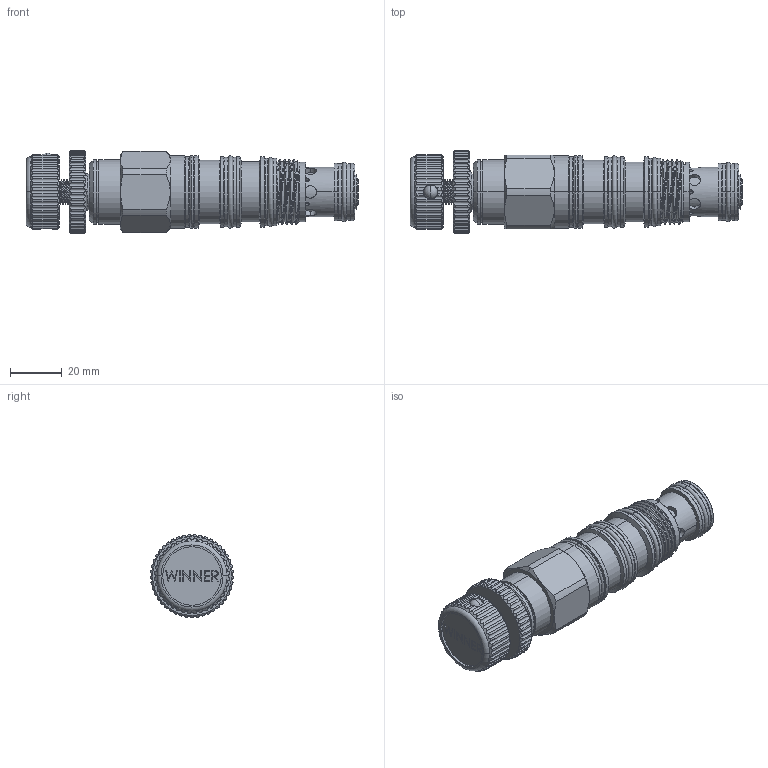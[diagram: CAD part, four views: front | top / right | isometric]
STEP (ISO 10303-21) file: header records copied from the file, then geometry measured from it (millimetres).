
FILE_DESCRIPTION (( 'STEP AP203' ), '1' );
FILE_NAME ('CW22A4A(4C)-K.STEP', '2021-06-28T05:11:59', ( '' ), ( '' ), 'SwSTEP 2.0', 'SolidWorks 2018', '' );
FILE_SCHEMA (( 'CONFIG_CONTROL_DESIGN' ));
Length unit declared in the file: millimetre
Products named in the file (1): CW22A4A(4C)-K
Bounding box: 128.84 x 32.2 x 32.18 mm (x, y, z)
Volume: 65505 mm3; surface area: 18870.1 mm2
Topology: 2 solids, 2 shells, 608 faces, 1604 edges, 1045 vertices
Faces by surface type: cylinder 399, plane 128, cone 45, torus 20, bspline 13, sphere 3
Entity records: 27806 total; most frequent: CARTESIAN_POINT 13264, ORIENTED_EDGE 3204, DIRECTION 2826, EDGE_CURVE 1602, AXIS2_PLACEMENT_3D 1088, VERTEX_POINT 1044, EDGE_LOOP 656, VECTOR 650
